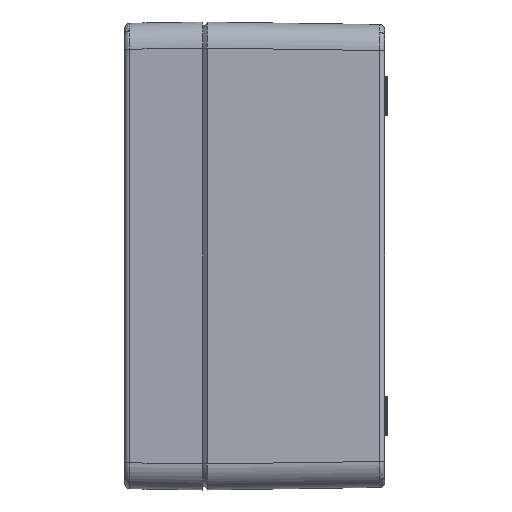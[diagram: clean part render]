
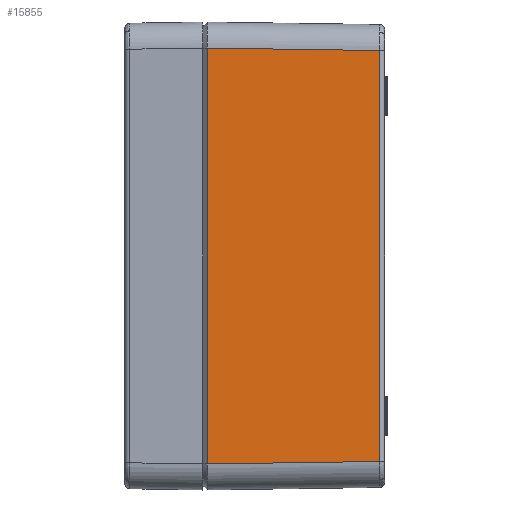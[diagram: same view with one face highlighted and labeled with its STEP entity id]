
A CAD part, left-side view. The second image highlights one B-rep face of the part: STEP entity #15855.
In plain terms, the highlighted planar face has unit normal (-1, -0.014, 0).
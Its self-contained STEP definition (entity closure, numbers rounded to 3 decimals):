
#4148 = AXIS2_PLACEMENT_3D ( 'NONE', #9425, #9272, #9251 ) ;
#7432 = CARTESIAN_POINT ( 'NONE',  ( -89.974, -1.8, -90. ) ) ;
#7438 = DIRECTION ( 'NONE',  ( 0., 0., -1. ) ) ;
#7450 = DIRECTION ( 'NONE',  ( 0.014, -1., 0.014 ) ) ;
#7456 = CARTESIAN_POINT ( 'NONE',  ( -90.002, 0.143, -80.003 ) ) ;
#7473 = DIRECTION ( 'NONE',  ( -0.014, 1., 0.014 ) ) ;
#7475 = CARTESIAN_POINT ( 'NONE',  ( -89.965, -2.428, 79.966 ) ) ;
#7570 = DIRECTION ( 'NONE',  ( 0., 0., 1. ) ) ;
#7717 = CARTESIAN_POINT ( 'NONE',  ( -89.028, -68.029, 79.001 ) ) ;
#9251 = DIRECTION ( 'NONE',  ( 0.014, -1., 0. ) ) ;
#9272 = DIRECTION ( 'NONE',  ( -1., -0.014, 0. ) ) ;
#9273 = PLANE ( 'NONE',  #4148 ) ;
#9425 = CARTESIAN_POINT ( 'NONE',  ( -90., 0., -90. ) ) ;
#10444 = CARTESIAN_POINT ( 'NONE',  ( -89.028, -68.029, 79.029 ) ) ;
#11558 = VECTOR ( 'NONE', #7570, 1000. ) ;
#11559 = VECTOR ( 'NONE', #7450, 1000. ) ;
#11560 = VECTOR ( 'NONE', #7473, 1000. ) ;
#11561 = VECTOR ( 'NONE', #7438, 1000. ) ;
#15855 = ADVANCED_FACE ( 'NONE', ( #20433 ), #9273, .T. ) ;
#16145 = EDGE_CURVE ( 'NONE', #31140, #31739, #20598, .T. ) ;
#16146 = EDGE_CURVE ( 'NONE', #31141, #31140, #20599, .T. ) ;
#16147 = EDGE_CURVE ( 'NONE', #31739, #31099, #20600, .T. ) ;
#16148 = EDGE_CURVE ( 'NONE', #31099, #31141, #20601, .T. ) ;
#20433 = FACE_OUTER_BOUND ( 'NONE', #26587, .T. ) ;
#20598 = LINE ( 'NONE', #7717, #11558 ) ;
#20599 = LINE ( 'NONE', #7456, #11559 ) ;
#20600 = LINE ( 'NONE', #7475, #11560 ) ;
#20601 = LINE ( 'NONE', #7432, #11561 ) ;
#26587 = EDGE_LOOP ( 'NONE', ( #28848, #28859, #28858, #28862 ) ) ;
#28848 = ORIENTED_EDGE ( 'NONE', *, *, #16146, .T. ) ;
#28858 = ORIENTED_EDGE ( 'NONE', *, *, #16147, .T. ) ;
#28859 = ORIENTED_EDGE ( 'NONE', *, *, #16145, .T. ) ;
#28862 = ORIENTED_EDGE ( 'NONE', *, *, #16148, .T. ) ;
#31099 = VERTEX_POINT ( 'NONE', #32706 ) ;
#31140 = VERTEX_POINT ( 'NONE', #32747 ) ;
#31141 = VERTEX_POINT ( 'NONE', #32748 ) ;
#31739 = VERTEX_POINT ( 'NONE', #10444 ) ;
#32706 = CARTESIAN_POINT ( 'NONE',  ( -89.974, -1.8, 79.975 ) ) ;
#32747 = CARTESIAN_POINT ( 'NONE',  ( -89.028, -68.029, -79.029 ) ) ;
#32748 = CARTESIAN_POINT ( 'NONE',  ( -89.974, -1.8, -79.975 ) ) ;
